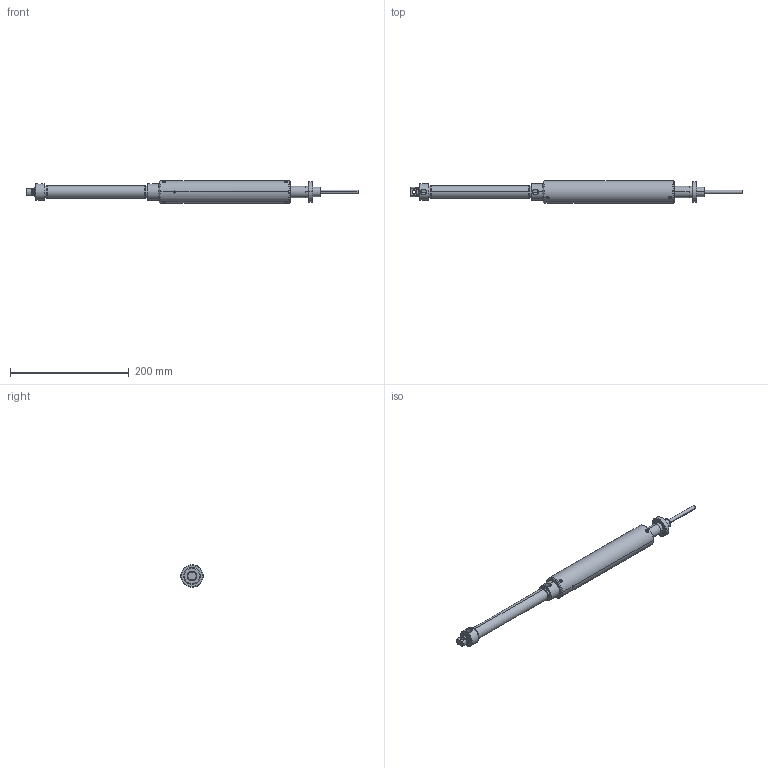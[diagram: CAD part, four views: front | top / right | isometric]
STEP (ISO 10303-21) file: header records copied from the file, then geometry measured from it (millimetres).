
FILE_DESCRIPTION (( 'STEP AP214' ), '1' );
FILE_NAME ('QN110863-01, FLMP-133-25-5_MRS_S.STEP', '2018-09-18T16:23:39', ( '' ), ( '' ), 'SwSTEP 2.0', 'SolidWorks 2010', '' );
FILE_SCHEMA (( 'AUTOMOTIVE_DESIGN' ));
Length unit declared in the file: inch
Products named in the file (1): QN110863-01, FLMP-133-25-5_MRS_S
Bounding box: 559.3 x 38.1 x 38.1 mm (x, y, z)
Surface area: 59647.8 mm2 (no closed solid volume)
Topology: 0 solids, 21 shells, 222 faces, 788 edges, 555 vertices
Faces by surface type: cylinder 78, plane 68, cone 66, torus 10
Entity records: 12280 total; most frequent: CARTESIAN_POINT 2841, DIRECTION 1364, ORIENTED_EDGE 1219, EDGE_CURVE 776, VERTEX_POINT 555, AXIS2_PLACEMENT_3D 532, CIRCLE 309, LINE 300
